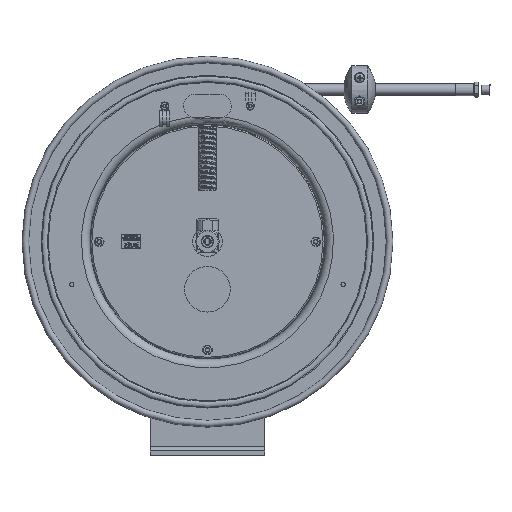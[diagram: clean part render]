
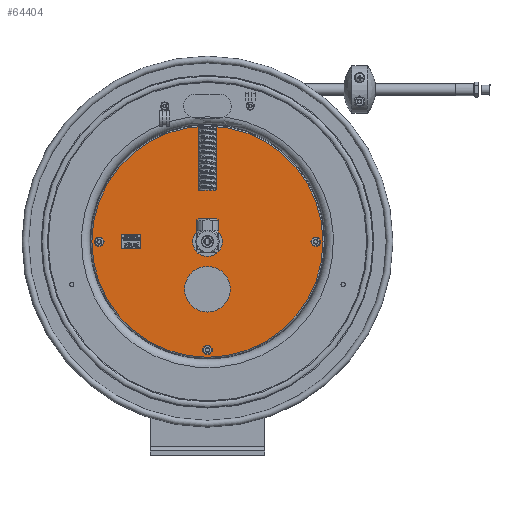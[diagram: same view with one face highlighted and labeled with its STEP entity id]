
A CAD part, top view. The second image highlights one B-rep face of the part: STEP entity #64404.
In plain terms, the highlighted planar face has unit normal (0, 0, 1).
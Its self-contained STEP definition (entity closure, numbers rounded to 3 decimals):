
#3959=FACE_BOUND('',#9358,.T.);
#3960=FACE_BOUND('',#9359,.T.);
#3961=FACE_BOUND('',#9360,.T.);
#3962=FACE_BOUND('',#9361,.T.);
#3963=FACE_BOUND('',#9362,.T.);
#4694=CIRCLE('',#67444,6.078);
#4695=CIRCLE('',#67445,0.655);
#4696=CIRCLE('',#67446,0.14);
#4697=CIRCLE('',#67447,0.14);
#4698=CIRCLE('',#67448,0.14);
#4699=CIRCLE('',#67449,0.14);
#7100=FACE_OUTER_BOUND('',#9357,.T.);
#9357=EDGE_LOOP('',(#46237));
#9358=EDGE_LOOP('',(#46238));
#9359=EDGE_LOOP('',(#46239));
#9360=EDGE_LOOP('',(#46240));
#9361=EDGE_LOOP('',(#46241));
#9362=EDGE_LOOP('',(#46242));
#24563=VERTEX_POINT('',#86728);
#24564=VERTEX_POINT('',#86730);
#24565=VERTEX_POINT('',#86732);
#24566=VERTEX_POINT('',#86734);
#24567=VERTEX_POINT('',#86736);
#24568=VERTEX_POINT('',#86738);
#34119=EDGE_CURVE('',#24563,#24563,#4694,.T.);
#34120=EDGE_CURVE('',#24564,#24564,#4695,.T.);
#34121=EDGE_CURVE('',#24565,#24565,#4696,.T.);
#34122=EDGE_CURVE('',#24566,#24566,#4697,.T.);
#34123=EDGE_CURVE('',#24567,#24567,#4698,.T.);
#34124=EDGE_CURVE('',#24568,#24568,#4699,.T.);
#46237=ORIENTED_EDGE('',*,*,#34119,.F.);
#46238=ORIENTED_EDGE('',*,*,#34120,.T.);
#46239=ORIENTED_EDGE('',*,*,#34121,.T.);
#46240=ORIENTED_EDGE('',*,*,#34122,.T.);
#46241=ORIENTED_EDGE('',*,*,#34123,.T.);
#46242=ORIENTED_EDGE('',*,*,#34124,.T.);
#60943=PLANE('',#67443);
#64404=ADVANCED_FACE('',(#7100,#3959,#3960,#3961,#3962,#3963),#60943,.T.);
#67443=AXIS2_PLACEMENT_3D('',#86727,#72394,#72395);
#67444=AXIS2_PLACEMENT_3D('',#86729,#72396,#72397);
#67445=AXIS2_PLACEMENT_3D('',#86731,#72398,#72399);
#67446=AXIS2_PLACEMENT_3D('',#86733,#72400,#72401);
#67447=AXIS2_PLACEMENT_3D('',#86735,#72402,#72403);
#67448=AXIS2_PLACEMENT_3D('',#86737,#72404,#72405);
#67449=AXIS2_PLACEMENT_3D('',#86739,#72406,#72407);
#72394=DIRECTION('center_axis',(0.,0.,
1.));
#72395=DIRECTION('ref_axis',(1.,0.,0.));
#72396=DIRECTION('center_axis',(0.,0.,
-1.));
#72397=DIRECTION('ref_axis',(1.,0.,0.));
#72398=DIRECTION('center_axis',(0.,0.,
-1.));
#72399=DIRECTION('ref_axis',(-1.,0.,0.));
#72400=DIRECTION('center_axis',(0.,0.,
-1.));
#72401=DIRECTION('ref_axis',(1.,0.,0.));
#72402=DIRECTION('center_axis',(0.,0.,
-1.));
#72403=DIRECTION('ref_axis',(1.,0.,0.));
#72404=DIRECTION('center_axis',(0.,0.,
-1.));
#72405=DIRECTION('ref_axis',(1.,0.,0.));
#72406=DIRECTION('center_axis',(0.,0.,
-1.));
#72407=DIRECTION('ref_axis',(1.,0.,0.));
#86727=CARTESIAN_POINT('Origin',(0.,11.252,
4.894));
#86728=CARTESIAN_POINT('',(-6.077,11.252,4.894));
#86729=CARTESIAN_POINT('Origin',(0.,11.252,
4.894));
#86730=CARTESIAN_POINT('',(0.655,11.252,4.894));
#86731=CARTESIAN_POINT('Origin',(0.,11.252,
4.894));
#86732=CARTESIAN_POINT('',(5.828,11.252,4.894));
#86733=CARTESIAN_POINT('Origin',(5.688,11.252,4.894));
#86734=CARTESIAN_POINT('',(-5.547,11.252,4.894));
#86735=CARTESIAN_POINT('Origin',(-5.687,11.252,4.894));
#86736=CARTESIAN_POINT('',(0.14,16.939,4.894));
#86737=CARTESIAN_POINT('Origin',(0.,16.939,
4.894));
#86738=CARTESIAN_POINT('',(0.14,5.564,4.894));
#86739=CARTESIAN_POINT('Origin',(0.,5.564,4.894));
